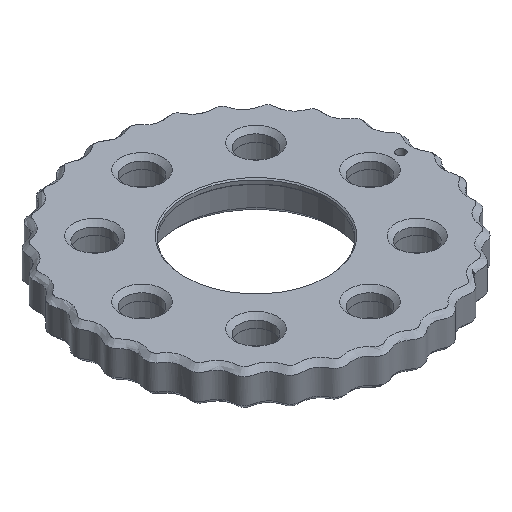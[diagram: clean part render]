
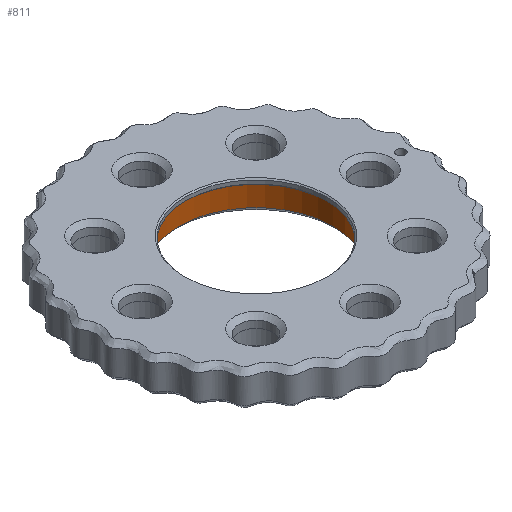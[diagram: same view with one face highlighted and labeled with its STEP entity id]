
A CAD part, isometric view. The second image highlights one B-rep face of the part: STEP entity #811.
In plain terms, the highlighted cylindrical face has radius 13.125 mm (diameter 26.25 mm), a full revolution.
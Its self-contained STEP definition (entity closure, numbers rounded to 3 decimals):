
#36=CYLINDRICAL_SURFACE('',#935,13.125);
#132=CIRCLE('',#932,13.125);
#134=CIRCLE('',#936,13.125);
#194=FACE_OUTER_BOUND('',#269,.T.);
#269=EDGE_LOOP('',(#715,#716,#717,#718));
#335=LINE('',#3720,#377);
#377=VECTOR('',#1177,13.);
#443=VERTEX_POINT('',#3712);
#445=VERTEX_POINT('',#3719);
#540=EDGE_CURVE('',#443,#443,#132,.T.);
#542=EDGE_CURVE('',#443,#445,#335,.T.);
#543=EDGE_CURVE('',#445,#445,#134,.F.);
#715=ORIENTED_EDGE('',*,*,#540,.F.);
#716=ORIENTED_EDGE('',*,*,#542,.T.);
#717=ORIENTED_EDGE('',*,*,#543,.F.);
#718=ORIENTED_EDGE('',*,*,#542,.F.);
#811=ADVANCED_FACE('',(#194),#36,.F.);
#932=AXIS2_PLACEMENT_3D('',#3714,#1169,#1170);
#935=AXIS2_PLACEMENT_3D('',#3718,#1175,#1176);
#936=AXIS2_PLACEMENT_3D('',#3721,#1178,#1179);
#1169=DIRECTION('center_axis',(0.,0.,-1.));
#1170=DIRECTION('ref_axis',(1.,0.,0.));
#1175=DIRECTION('center_axis',(0.,0.,1.));
#1176=DIRECTION('ref_axis',(1.,0.,0.));
#1177=DIRECTION('',(0.,0.,-1.));
#1178=DIRECTION('center_axis',(0.,0.,-1.));
#1179=DIRECTION('ref_axis',(1.,0.,0.));
#3712=CARTESIAN_POINT('',(-12.625,0.,-2.4));
#3714=CARTESIAN_POINT('Origin',(0.5,0.,-2.4));
#3718=CARTESIAN_POINT('Origin',(0.5,0.,-7.));
#3719=CARTESIAN_POINT('',(-12.625,0.,-6.125));
#3720=CARTESIAN_POINT('',(-12.625,0.,-7.));
#3721=CARTESIAN_POINT('Origin',(0.5,0.,-6.125));
